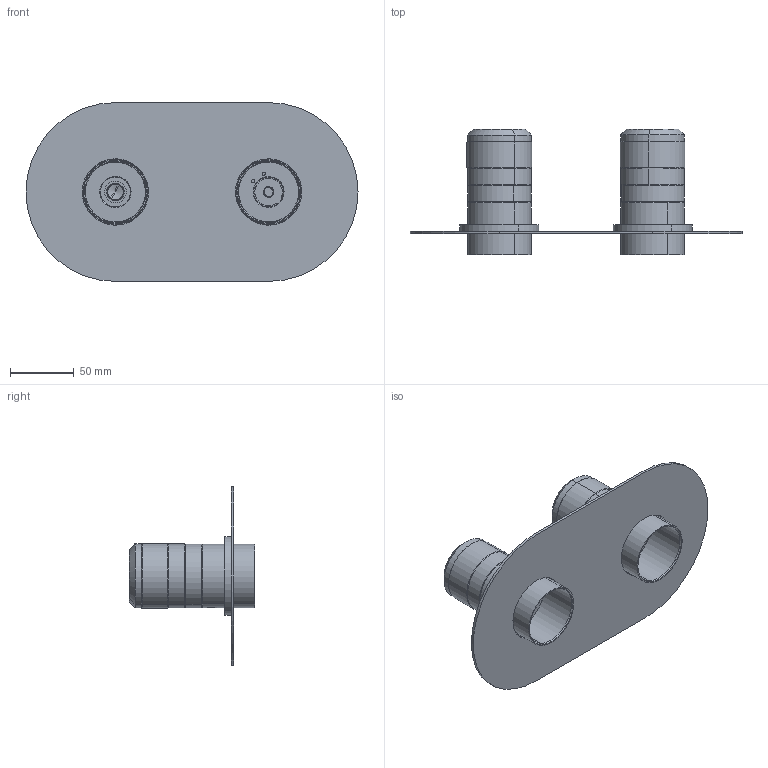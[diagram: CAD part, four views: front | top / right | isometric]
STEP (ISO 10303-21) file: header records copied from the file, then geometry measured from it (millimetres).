
FILE_DESCRIPTION(('CATIA V5 STEP Exchange','CAx-IF Rec.Pracs.--- Model Styling and Organization---1.2---2011-12-15'),'2;1');
FILE_NAME('CR019140.stp','2018-11-26T13:45:48+00:00',('none'),('none'),'Version 5-6 Release 2013','CATIA V5 STEP AP214','none');
FILE_SCHEMA(('AUTOMOTIVE_DESIGN { 1 0 10303 214 1 1 1 1 }'));
Length unit declared in the file: millimetre
Products named in the file (14): PR.0399.03; P45292; P45294; P50533; P45344; P45296; P45216; PR97786; P45211; P50077; P45212; PR98598; P45402; P45285
Assembly tree (15 placements, depth 3):
  PR.0399.03
    P45292
    P45294
    P50533  x2
    P45344
    P45296  x2
    P45216
    PR97786
      P45211
      P50077
      P45212
    PR98598
      P45402
      P45285
Bounding box: 260 x 98.5 x 140 mm (x, y, z)
Volume: 167606.7 mm3; surface area: 152731 mm2
Topology: 13 solids, 13 shells, 906 faces, 2392 edges, 1539 vertices
Faces by surface type: plane 457, cylinder 305, cone 98, torus 22, bspline 16, sphere 8
Entity records: 25164 total; most frequent: CARTESIAN_POINT 6195, ORIENTED_EDGE 4524, DIRECTION 2717, EDGE_CURVE 2262, VERTEX_POINT 1470, AXIS2_PLACEMENT_3D 1198, VECTOR 1076, LINE 1076
